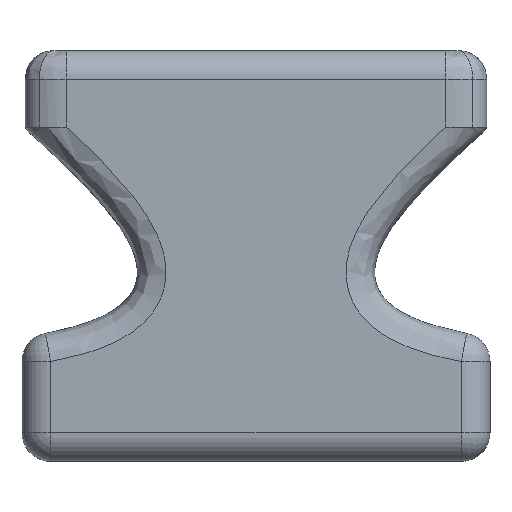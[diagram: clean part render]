
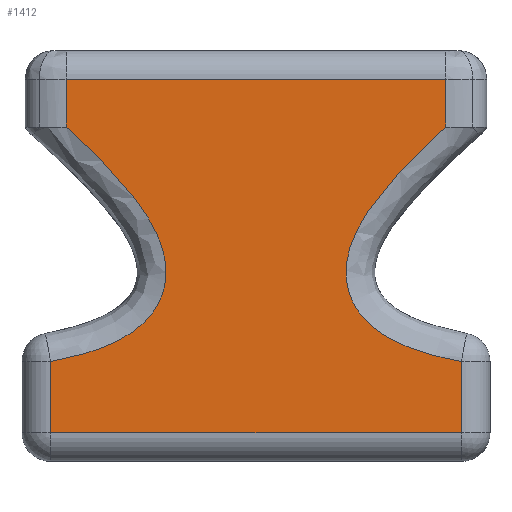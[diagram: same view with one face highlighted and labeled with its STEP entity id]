
A CAD part, front view. The second image highlights one B-rep face of the part: STEP entity #1412.
In plain terms, the highlighted planar face has unit normal (0, -1, 0).
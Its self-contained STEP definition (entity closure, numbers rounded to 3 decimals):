
#57=PLANE('',#1529);
#111=B_SPLINE_CURVE_WITH_KNOTS('',3,(#2690,#2691,#2692,#2693,#2694,#2695,
#2696,#2697,#2698,#2699,#2700,#2701,#2702),.UNSPECIFIED.,.F.,.F.,(4,1,1,
1,1,1,1,1,1,1,4),(-3.559,-3.234,-2.695,
-2.156,-1.886,-1.617,-1.347,
-1.078,-0.539,-0.269,0.),
 .UNSPECIFIED.);
#113=B_SPLINE_CURVE_WITH_KNOTS('',3,(#2720,#2721,#2722,#2723,#2724,#2725,
#2726,#2727,#2728,#2729,#2730,#2731),.UNSPECIFIED.,.F.,.F.,(4,1,1,1,1,1,
1,1,1,4),(-3.773,-3.234,-2.695,-2.425,
-2.156,-1.886,-1.617,-1.078,
-0.539,-0.214),.UNSPECIFIED.);
#197=FACE_OUTER_BOUND('',#297,.T.);
#297=EDGE_LOOP('',(#1074,#1075,#1076,#1077,#1078,#1079,#1080,#1081));
#362=LINE('',#2277,#456);
#386=LINE('',#2552,#480);
#388=LINE('',#2582,#482);
#391=LINE('',#2733,#485);
#392=LINE('',#2735,#486);
#393=LINE('',#2736,#487);
#456=VECTOR('',#1636,10.);
#480=VECTOR('',#1700,10.);
#482=VECTOR('',#1702,10.);
#485=VECTOR('',#1727,10.);
#486=VECTOR('',#1728,10.);
#487=VECTOR('',#1729,10.);
#615=VERTEX_POINT('',#2257);
#617=VERTEX_POINT('',#2273);
#643=VERTEX_POINT('',#2551);
#645=VERTEX_POINT('',#2574);
#650=VERTEX_POINT('',#2689);
#652=VERTEX_POINT('',#2719);
#653=VERTEX_POINT('',#2732);
#654=VERTEX_POINT('',#2734);
#743=EDGE_CURVE('',#615,#617,#362,.T.);
#786=EDGE_CURVE('',#643,#617,#386,.T.);
#790=EDGE_CURVE('',#645,#615,#388,.T.);
#800=EDGE_CURVE('',#643,#650,#111,.T.);
#803=EDGE_CURVE('',#652,#645,#113,.T.);
#804=EDGE_CURVE('',#653,#652,#391,.T.);
#805=EDGE_CURVE('',#654,#653,#392,.T.);
#806=EDGE_CURVE('',#650,#654,#393,.T.);
#1074=ORIENTED_EDGE('',*,*,#743,.F.);
#1075=ORIENTED_EDGE('',*,*,#790,.F.);
#1076=ORIENTED_EDGE('',*,*,#803,.F.);
#1077=ORIENTED_EDGE('',*,*,#804,.F.);
#1078=ORIENTED_EDGE('',*,*,#805,.F.);
#1079=ORIENTED_EDGE('',*,*,#806,.F.);
#1080=ORIENTED_EDGE('',*,*,#800,.F.);
#1081=ORIENTED_EDGE('',*,*,#786,.T.);
#1412=ADVANCED_FACE('',(#197),#57,.F.);
#1529=AXIS2_PLACEMENT_3D('',#2718,#1725,#1726);
#1636=DIRECTION('',(1.,0.,0.));
#1700=DIRECTION('',(0.,0.,1.));
#1702=DIRECTION('',(0.,0.,1.));
#1725=DIRECTION('center_axis',(0.,1.,0.));
#1726=DIRECTION('ref_axis',(1.,0.,0.));
#1727=DIRECTION('',(0.,0.,1.));
#1728=DIRECTION('',(-1.,0.,0.));
#1729=DIRECTION('',(0.,0.,-1.));
#2257=CARTESIAN_POINT('',(4.619,0.,40.));
#2273=CARTESIAN_POINT('',(44.381,0.,40.));
#2277=CARTESIAN_POINT('',(24.5,0.,40.));
#2551=CARTESIAN_POINT('',(44.381,0.,35.));
#2552=CARTESIAN_POINT('',(44.381,0.,35.));
#2574=CARTESIAN_POINT('',(4.619,0.,35.));
#2582=CARTESIAN_POINT('',(4.619,0.,35.));
#2689=CARTESIAN_POINT('',(46.,0.,10.44));
#2690=CARTESIAN_POINT('Ctrl Pts',(44.381,0.,
35.));
#2691=CARTESIAN_POINT('Ctrl Pts',(43.57,0.,
34.283));
#2692=CARTESIAN_POINT('Ctrl Pts',(41.449,0.,
32.34));
#2693=CARTESIAN_POINT('Ctrl Pts',(38.199,0.,
28.979));
#2694=CARTESIAN_POINT('Ctrl Pts',(35.502,0.,
25.351));
#2695=CARTESIAN_POINT('Ctrl Pts',(34.107,0.,
22.015));
#2696=CARTESIAN_POINT('Ctrl Pts',(33.775,0.,
19.304));
#2697=CARTESIAN_POINT('Ctrl Pts',(34.453,0.,
16.64));
#2698=CARTESIAN_POINT('Ctrl Pts',(36.659,0.,
13.716));
#2699=CARTESIAN_POINT('Ctrl Pts',(39.939,0.,
12.032));
#2700=CARTESIAN_POINT('Ctrl Pts',(43.359,0.,
10.984));
#2701=CARTESIAN_POINT('Ctrl Pts',(45.117,0.,
10.604));
#2702=CARTESIAN_POINT('Ctrl Pts',(46.,0.,
10.44));
#2718=CARTESIAN_POINT('Origin',(24.5,0.,25.));
#2719=CARTESIAN_POINT('',(3.,0.,10.44));
#2720=CARTESIAN_POINT('Ctrl Pts',(3.,0.,
10.44));
#2721=CARTESIAN_POINT('Ctrl Pts',(4.766,0.,
10.769));
#2722=CARTESIAN_POINT('Ctrl Pts',(8.257,0.,
11.616));
#2723=CARTESIAN_POINT('Ctrl Pts',(12.331,0.,
13.717));
#2724=CARTESIAN_POINT('Ctrl Pts',(14.547,0.,
16.641));
#2725=CARTESIAN_POINT('Ctrl Pts',(15.225,0.,
19.304));
#2726=CARTESIAN_POINT('Ctrl Pts',(14.893,0.,
22.015));
#2727=CARTESIAN_POINT('Ctrl Pts',(13.494,0.,
25.35));
#2728=CARTESIAN_POINT('Ctrl Pts',(10.806,0.,
28.979));
#2729=CARTESIAN_POINT('Ctrl Pts',(7.552,0.,
32.339));
#2730=CARTESIAN_POINT('Ctrl Pts',(5.43,0.,
34.283));
#2731=CARTESIAN_POINT('Ctrl Pts',(4.619,0.,
35.));
#2732=CARTESIAN_POINT('',(3.,0.,3.));
#2733=CARTESIAN_POINT('',(3.,0.,12.5));
#2734=CARTESIAN_POINT('',(46.,0.,3.));
#2735=CARTESIAN_POINT('',(36.75,0.,3.));
#2736=CARTESIAN_POINT('',(46.,0.,37.5));
